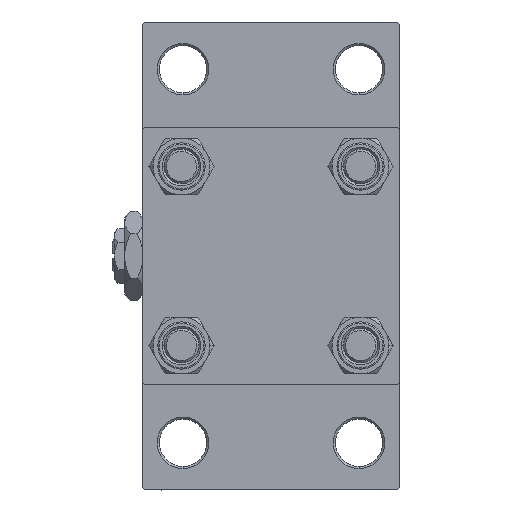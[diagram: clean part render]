
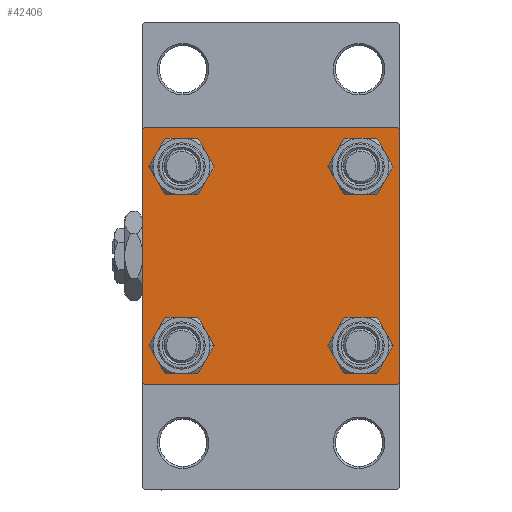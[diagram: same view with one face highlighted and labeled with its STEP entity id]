
A CAD part, left-side view. The second image highlights one B-rep face of the part: STEP entity #42406.
In plain terms, the highlighted planar face has unit normal (-1, 0, 0).
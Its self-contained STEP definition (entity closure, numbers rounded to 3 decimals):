
#967 = DIRECTION ( 'NONE',  ( 1., 0., 0. ) ) ;
#1114 = LINE ( 'NONE', #42375, #9041 ) ;
#1462 = DIRECTION ( 'NONE',  ( 0., -0.707, 0.707 ) ) ;
#1740 = CARTESIAN_POINT ( 'NONE',  ( 0., 20.85, 20.85 ) ) ;
#1760 = VERTEX_POINT ( 'NONE', #25540 ) ;
#2122 = DIRECTION ( 'NONE',  ( 0., 0., 1. ) ) ;
#2204 = CARTESIAN_POINT ( 'NONE',  ( 0., 20.85, 16.35 ) ) ;
#2697 = DIRECTION ( 'NONE',  ( 1., 0., 0. ) ) ;
#3135 = EDGE_CURVE ( 'NONE', #26885, #37402, #15754, .T. ) ;
#3192 = CIRCLE ( 'NONE', #31725, 4.5 ) ;
#3921 = LINE ( 'NONE', #19076, #26140 ) ;
#3960 = ORIENTED_EDGE ( 'NONE', *, *, #30541, .T. ) ;
#4228 = EDGE_CURVE ( 'NONE', #49173, #7017, #41341, .T. ) ;
#4405 = EDGE_CURVE ( 'NONE', #21791, #15044, #24600, .T. ) ;
#4684 = EDGE_CURVE ( 'NONE', #37402, #26885, #6360, .T. ) ;
#4688 = CARTESIAN_POINT ( 'NONE',  ( 0., -20.85, 20.85 ) ) ;
#4725 = DIRECTION ( 'NONE',  ( 1., 0., 0. ) ) ;
#5361 = DIRECTION ( 'NONE',  ( 1., 0., 0. ) ) ;
#5467 = DIRECTION ( 'NONE',  ( 1., 0., 0. ) ) ;
#5993 = EDGE_LOOP ( 'NONE', ( #15029, #32361, #39164, #14550, #40632, #43953, #11295, #3960 ) ) ;
#6299 = CARTESIAN_POINT ( 'NONE',  ( 0., -20.85, -20.85 ) ) ;
#6332 = AXIS2_PLACEMENT_3D ( 'NONE', #13517, #28688, #43841 ) ;
#6360 = CIRCLE ( 'NONE', #11883, 4.5 ) ;
#7017 = VERTEX_POINT ( 'NONE', #34375 ) ;
#9041 = VECTOR ( 'NONE', #12528, 1000. ) ;
#9429 = DIRECTION ( 'NONE',  ( 0., 0., 1. ) ) ;
#9511 = VERTEX_POINT ( 'NONE', #45147 ) ;
#9690 = CARTESIAN_POINT ( 'NONE',  ( 0., 29.5, -30. ) ) ;
#10518 = FACE_BOUND ( 'NONE', #45276, .T. ) ;
#11006 = DIRECTION ( 'NONE',  ( 1., 0., 0. ) ) ;
#11295 = ORIENTED_EDGE ( 'NONE', *, *, #13634, .F. ) ;
#11883 = AXIS2_PLACEMENT_3D ( 'NONE', #33254, #48422, #40950 ) ;
#12079 = EDGE_CURVE ( 'NONE', #15717, #20721, #23866, .T. ) ;
#12528 = DIRECTION ( 'NONE',  ( 0., 0.707, -0.707 ) ) ;
#12953 = CARTESIAN_POINT ( 'NONE',  ( 0., -29.5, -30. ) ) ;
#13517 = CARTESIAN_POINT ( 'NONE',  ( 0., 0., 0. ) ) ;
#13634 = EDGE_CURVE ( 'NONE', #36669, #41240, #46873, .T. ) ;
#14255 = FACE_BOUND ( 'NONE', #45479, .T. ) ;
#14550 = ORIENTED_EDGE ( 'NONE', *, *, #43902, .T. ) ;
#15029 = ORIENTED_EDGE ( 'NONE', *, *, #41126, .T. ) ;
#15044 = VERTEX_POINT ( 'NONE', #41797 ) ;
#15104 = VECTOR ( 'NONE', #44808, 1000. ) ;
#15401 = CIRCLE ( 'NONE', #47933, 4.5 ) ;
#15717 = VERTEX_POINT ( 'NONE', #29676 ) ;
#15754 = CIRCLE ( 'NONE', #39551, 4.5 ) ;
#16162 = CARTESIAN_POINT ( 'NONE',  ( 0., 20.85, 20.85 ) ) ;
#17232 = DIRECTION ( 'NONE',  ( 1., 0., 0. ) ) ;
#17460 = CARTESIAN_POINT ( 'NONE',  ( 0., 29.5, 30. ) ) ;
#17636 = AXIS2_PLACEMENT_3D ( 'NONE', #1740, #5467, #9429 ) ;
#17773 = ORIENTED_EDGE ( 'NONE', *, *, #3135, .T. ) ;
#17978 = DIRECTION ( 'NONE',  ( 0., 0., 1. ) ) ;
#18284 = EDGE_CURVE ( 'NONE', #20721, #30905, #19027, .T. ) ;
#19027 = LINE ( 'NONE', #31188, #28572 ) ;
#19069 = AXIS2_PLACEMENT_3D ( 'NONE', #4688, #967, #26830 ) ;
#19076 = CARTESIAN_POINT ( 'NONE',  ( 0., -29.75, 29.75 ) ) ;
#19412 = CARTESIAN_POINT ( 'NONE',  ( 0., 20.85, 25.35 ) ) ;
#20518 = CARTESIAN_POINT ( 'NONE',  ( 0., 30., 30. ) ) ;
#20721 = VERTEX_POINT ( 'NONE', #9690 ) ;
#21250 = ORIENTED_EDGE ( 'NONE', *, *, #30653, .T. ) ;
#21347 = ORIENTED_EDGE ( 'NONE', *, *, #41767, .T. ) ;
#21763 = LINE ( 'NONE', #36195, #41222 ) ;
#21791 = VERTEX_POINT ( 'NONE', #32138 ) ;
#21824 = CARTESIAN_POINT ( 'NONE',  ( 0., -20.85, 20.85 ) ) ;
#23429 = VERTEX_POINT ( 'NONE', #2204 ) ;
#23866 = LINE ( 'NONE', #39275, #39461 ) ;
#24343 = DIRECTION ( 'NONE',  ( 0., 0., 1. ) ) ;
#24568 = LINE ( 'NONE', #35519, #47564 ) ;
#24600 = CIRCLE ( 'NONE', #19069, 4.5 ) ;
#24715 = FACE_BOUND ( 'NONE', #30821, .T. ) ;
#25540 = CARTESIAN_POINT ( 'NONE',  ( 0., -20.85, -16.35 ) ) ;
#25765 = ORIENTED_EDGE ( 'NONE', *, *, #4405, .T. ) ;
#26140 = VECTOR ( 'NONE', #34250, 1000. ) ;
#26534 = EDGE_CURVE ( 'NONE', #23429, #35876, #42267, .T. ) ;
#26830 = DIRECTION ( 'NONE',  ( 0., 0., 1. ) ) ;
#26885 = VERTEX_POINT ( 'NONE', #47251 ) ;
#27028 = ORIENTED_EDGE ( 'NONE', *, *, #26534, .T. ) ;
#27942 = CARTESIAN_POINT ( 'NONE',  ( 0., 20.85, -20.85 ) ) ;
#28572 = VECTOR ( 'NONE', #46350, 1000. ) ;
#28688 = DIRECTION ( 'NONE',  ( -1., 0., 0. ) ) ;
#28715 = ORIENTED_EDGE ( 'NONE', *, *, #37624, .T. ) ;
#29676 = CARTESIAN_POINT ( 'NONE',  ( 0., 30., -29.5 ) ) ;
#30541 = EDGE_CURVE ( 'NONE', #36669, #9511, #1114, .T. ) ;
#30653 = EDGE_CURVE ( 'NONE', #1760, #46512, #15401, .T. ) ;
#30821 = EDGE_LOOP ( 'NONE', ( #31647, #17773 ) ) ;
#30905 = VERTEX_POINT ( 'NONE', #12953 ) ;
#31188 = CARTESIAN_POINT ( 'NONE',  ( 0., 30., -30. ) ) ;
#31443 = CARTESIAN_POINT ( 'NONE',  ( 0., 20.85, -16.35 ) ) ;
#31564 = EDGE_LOOP ( 'NONE', ( #39991, #27028 ) ) ;
#31647 = ORIENTED_EDGE ( 'NONE', *, *, #4684, .T. ) ;
#31725 = AXIS2_PLACEMENT_3D ( 'NONE', #21824, #2697, #33267 ) ;
#32138 = CARTESIAN_POINT ( 'NONE',  ( 0., -20.85, 25.35 ) ) ;
#32361 = ORIENTED_EDGE ( 'NONE', *, *, #12079, .T. ) ;
#32408 = FACE_OUTER_BOUND ( 'NONE', #5993, .T. ) ;
#32912 = EDGE_CURVE ( 'NONE', #35876, #23429, #36960, .T. ) ;
#33254 = CARTESIAN_POINT ( 'NONE',  ( 0., 20.85, -20.85 ) ) ;
#33267 = DIRECTION ( 'NONE',  ( 0., 0., 1. ) ) ;
#34250 = DIRECTION ( 'NONE',  ( 0., 0.707, 0.707 ) ) ;
#34375 = CARTESIAN_POINT ( 'NONE',  ( 0., -30., -29.5 ) ) ;
#35519 = CARTESIAN_POINT ( 'NONE',  ( 0., -29.75, -29.75 ) ) ;
#35643 = DIRECTION ( 'NONE',  ( 0., 0., 1. ) ) ;
#35690 = DIRECTION ( 'NONE',  ( 0., -1., 0. ) ) ;
#35876 = VERTEX_POINT ( 'NONE', #19412 ) ;
#36152 = FACE_BOUND ( 'NONE', #31564, .T. ) ;
#36195 = CARTESIAN_POINT ( 'NONE',  ( 0., 30., 30. ) ) ;
#36669 = VERTEX_POINT ( 'NONE', #17460 ) ;
#36960 = CIRCLE ( 'NONE', #48889, 4.5 ) ;
#37295 = CARTESIAN_POINT ( 'NONE',  ( 0., -30., 29.5 ) ) ;
#37402 = VERTEX_POINT ( 'NONE', #31443 ) ;
#37624 = EDGE_CURVE ( 'NONE', #46512, #1760, #45869, .T. ) ;
#38282 = CARTESIAN_POINT ( 'NONE',  ( 0., -20.85, -25.35 ) ) ;
#39164 = ORIENTED_EDGE ( 'NONE', *, *, #18284, .T. ) ;
#39275 = CARTESIAN_POINT ( 'NONE',  ( 0., 29.75, -29.75 ) ) ;
#39461 = VECTOR ( 'NONE', #42999, 1000. ) ;
#39551 = AXIS2_PLACEMENT_3D ( 'NONE', #27942, #17232, #35643 ) ;
#39991 = ORIENTED_EDGE ( 'NONE', *, *, #32912, .T. ) ;
#40390 = CARTESIAN_POINT ( 'NONE',  ( 0., -20.85, -20.85 ) ) ;
#40632 = ORIENTED_EDGE ( 'NONE', *, *, #4228, .F. ) ;
#40659 = DIRECTION ( 'NONE',  ( 0., 0., -1. ) ) ;
#40950 = DIRECTION ( 'NONE',  ( 0., 0., 1. ) ) ;
#40977 = EDGE_CURVE ( 'NONE', #49173, #41240, #3921, .T. ) ;
#41126 = EDGE_CURVE ( 'NONE', #9511, #15717, #21763, .T. ) ;
#41139 = VECTOR ( 'NONE', #35690, 1000. ) ;
#41222 = VECTOR ( 'NONE', #40659, 1000. ) ;
#41240 = VERTEX_POINT ( 'NONE', #45612 ) ;
#41341 = LINE ( 'NONE', #44563, #15104 ) ;
#41767 = EDGE_CURVE ( 'NONE', #15044, #21791, #3192, .T. ) ;
#41797 = CARTESIAN_POINT ( 'NONE',  ( 0., -20.85, 16.35 ) ) ;
#42267 = CIRCLE ( 'NONE', #17636, 4.5 ) ;
#42375 = CARTESIAN_POINT ( 'NONE',  ( 0., 29.75, 29.75 ) ) ;
#42406 = ADVANCED_FACE ( 'NONE', ( #14255, #10518, #24715, #36152, #32408 ), #47580, .T. ) ;
#42999 = DIRECTION ( 'NONE',  ( 0., -0.707, -0.707 ) ) ;
#43841 = DIRECTION ( 'NONE',  ( 0., 0., 1. ) ) ;
#43902 = EDGE_CURVE ( 'NONE', #30905, #7017, #24568, .T. ) ;
#43953 = ORIENTED_EDGE ( 'NONE', *, *, #40977, .T. ) ;
#44563 = CARTESIAN_POINT ( 'NONE',  ( 0., -30., 30. ) ) ;
#44808 = DIRECTION ( 'NONE',  ( 0., 0., -1. ) ) ;
#45147 = CARTESIAN_POINT ( 'NONE',  ( 0., 30., 29.5 ) ) ;
#45276 = EDGE_LOOP ( 'NONE', ( #21250, #28715 ) ) ;
#45479 = EDGE_LOOP ( 'NONE', ( #25765, #21347 ) ) ;
#45612 = CARTESIAN_POINT ( 'NONE',  ( 0., -29.5, 30. ) ) ;
#45869 = CIRCLE ( 'NONE', #47460, 4.5 ) ;
#46350 = DIRECTION ( 'NONE',  ( 0., -1., 0. ) ) ;
#46512 = VERTEX_POINT ( 'NONE', #38282 ) ;
#46873 = LINE ( 'NONE', #20518, #41139 ) ;
#47251 = CARTESIAN_POINT ( 'NONE',  ( 0., 20.85, -25.35 ) ) ;
#47460 = AXIS2_PLACEMENT_3D ( 'NONE', #40390, #5361, #2122 ) ;
#47564 = VECTOR ( 'NONE', #1462, 1000. ) ;
#47580 = PLANE ( 'NONE',  #6332 ) ;
#47933 = AXIS2_PLACEMENT_3D ( 'NONE', #6299, #11006, #17978 ) ;
#48422 = DIRECTION ( 'NONE',  ( 1., 0., 0. ) ) ;
#48889 = AXIS2_PLACEMENT_3D ( 'NONE', #16162, #4725, #24343 ) ;
#49173 = VERTEX_POINT ( 'NONE', #37295 ) ;
